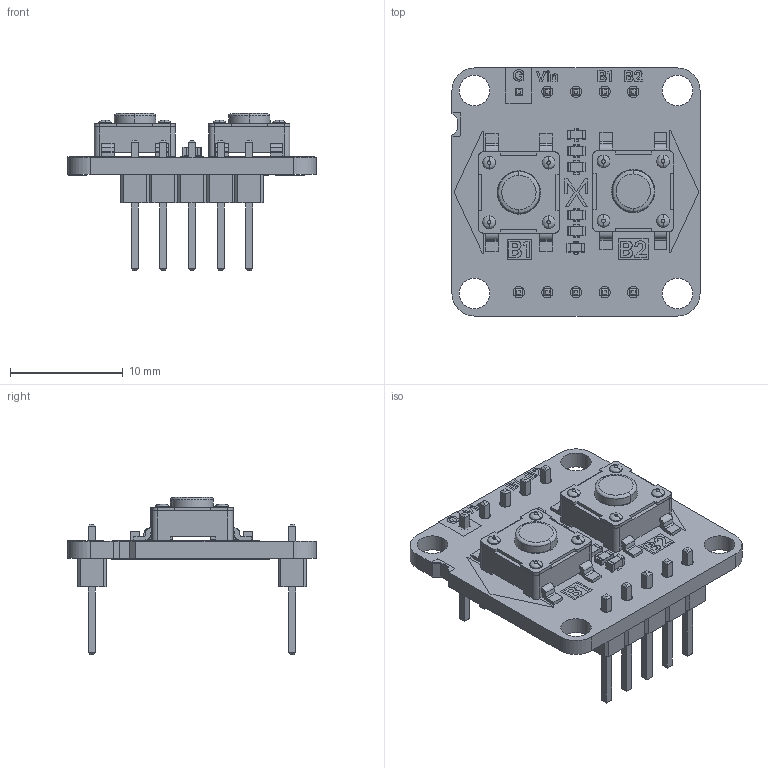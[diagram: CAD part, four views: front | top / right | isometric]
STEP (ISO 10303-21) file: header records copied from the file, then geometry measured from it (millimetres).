
FILE_DESCRIPTION(('KiCad electronic assembly'),'2;1');
FILE_NAME('AX22-0042-Two Pad Inline.step','2025-07-29T21:17:39',( 'Pcbnew'),('Kicad'),'Open CASCADE STEP processor 7.8', 'KiCad to STEP converter','Unknown');
FILE_SCHEMA(('AUTOMOTIVE_DESIGN { 1 0 10303 214 1 1 1 1 }'));
Length unit declared in the file: millimetre
Products named in the file (7): AX22-0042-Two Pad Inline 1; R_0603_1608Metric; PTS647SK38SMTR2LFS; C_0603_1608Metric; PinHeader_1x05_P2.54mm_Vertical; AX22-0042-Two Pad Inline_silkscreen; AX22-0042-Two Pad Inline_PCB
Assembly tree (12 placements, depth 2):
  AX22-0042-Two Pad Inline 1
    R_0603_1608Metric  x4
    PTS647SK38SMTR2LFS  x2
    C_0603_1608Metric  x2
    PinHeader_1x05_P2.54mm_Vertical  x2
    AX22-0042-Two Pad Inline_silkscreen
    AX22-0042-Two Pad Inline_PCB
Bounding box: 22 x 22 x 13.94 mm (x, y, z)
Volume: 1177.9 mm3; surface area: 2234.5 mm2
Topology: 11 solids, 68 shells, 741 faces, 2940 edges, 2326 vertices
Faces by surface type: plane 419, bspline 248, cylinder 74
Full cylindrical faces by diameter (mm): 1 x10, 2.7 x4
Entity records: 22211 total; most frequent: CARTESIAN_POINT 5384, ORIENTED_EDGE 2882, DIRECTION 2524, EDGE_CURVE 2044, VERTEX_POINT 1748, LINE 1468, VECTOR 1468, AXIS2_PLACEMENT_3D 528
